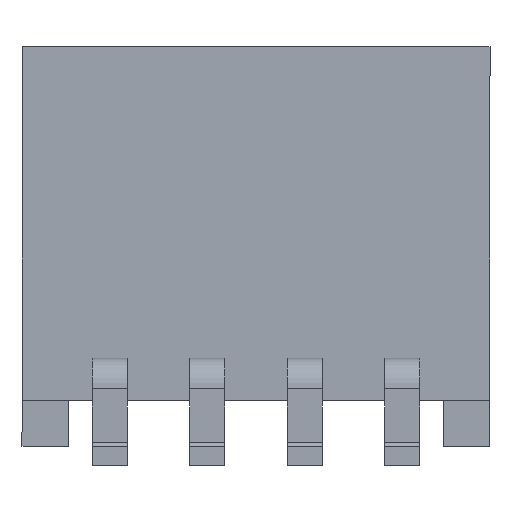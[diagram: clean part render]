
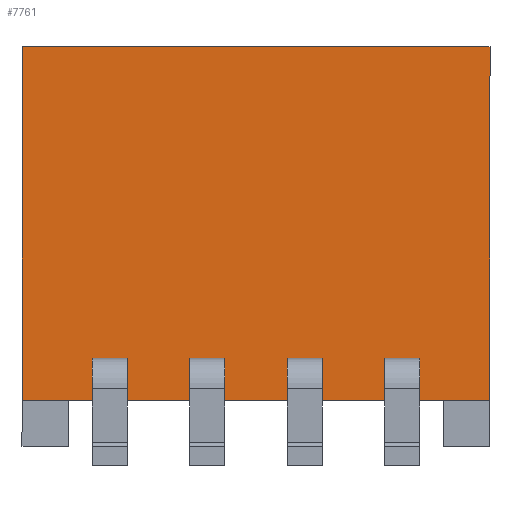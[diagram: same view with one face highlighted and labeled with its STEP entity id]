
A CAD part, left-side view. The second image highlights one B-rep face of the part: STEP entity #7761.
In plain terms, the highlighted face is planar.
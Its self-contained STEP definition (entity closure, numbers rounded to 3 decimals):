
#1908=ORIENTED_EDGE('',*,*,#2173,.F.);
#1909=ORIENTED_EDGE('',*,*,#2198,.F.);
#1910=ORIENTED_EDGE('',*,*,#2186,.F.);
#1911=ORIENTED_EDGE('',*,*,#2199,.F.);
#1912=ORIENTED_EDGE('',*,*,#2357,.T.);
#1913=ORIENTED_EDGE('',*,*,#2748,.F.);
#1914=ORIENTED_EDGE('',*,*,#2350,.F.);
#1915=ORIENTED_EDGE('',*,*,#2383,.T.);
#1916=ORIENTED_EDGE('',*,*,#2235,.T.);
#1917=ORIENTED_EDGE('',*,*,#2222,.T.);
#1918=ORIENTED_EDGE('',*,*,#2234,.T.);
#1919=ORIENTED_EDGE('',*,*,#2210,.T.);
#1920=ORIENTED_EDGE('',*,*,#2162,.T.);
#1921=ORIENTED_EDGE('',*,*,#2138,.T.);
#1922=ORIENTED_EDGE('',*,*,#2163,.T.);
#1923=ORIENTED_EDGE('',*,*,#2150,.T.);
#1924=ORIENTED_EDGE('',*,*,#2126,.T.);
#1925=ORIENTED_EDGE('',*,*,#2102,.T.);
#1926=ORIENTED_EDGE('',*,*,#2127,.T.);
#1927=ORIENTED_EDGE('',*,*,#2114,.T.);
#2102=EDGE_CURVE('',#2856,#2855,#3410,.T.);
#2114=EDGE_CURVE('',#2866,#2865,#3418,.T.);
#2126=EDGE_CURVE('',#2865,#2856,#3428,.T.);
#2127=EDGE_CURVE('',#2855,#2866,#3429,.T.);
#2138=EDGE_CURVE('',#2880,#2879,#3438,.T.);
#2150=EDGE_CURVE('',#2890,#2889,#3446,.T.);
#2162=EDGE_CURVE('',#2889,#2880,#3456,.T.);
#2163=EDGE_CURVE('',#2879,#2890,#3457,.T.);
#2173=EDGE_CURVE('',#2902,#2903,#3465,.T.);
#2186=EDGE_CURVE('',#2913,#2914,#3474,.T.);
#2198=EDGE_CURVE('',#2914,#2902,#3484,.T.);
#2199=EDGE_CURVE('',#2903,#2913,#3485,.T.);
#2210=EDGE_CURVE('',#2928,#2927,#3494,.T.);
#2222=EDGE_CURVE('',#2938,#2937,#3502,.T.);
#2234=EDGE_CURVE('',#2937,#2928,#3512,.T.);
#2235=EDGE_CURVE('',#2927,#2938,#3513,.T.);
#2350=EDGE_CURVE('',#3021,#3022,#3628,.T.);
#2357=EDGE_CURVE('',#3028,#3027,#3635,.T.);
#2383=EDGE_CURVE('',#3021,#3028,#3652,.T.);
#2748=EDGE_CURVE('',#3022,#3027,#3812,.T.);
#2855=VERTEX_POINT('',#9708);
#2856=VERTEX_POINT('',#9710);
#2865=VERTEX_POINT('',#9732);
#2866=VERTEX_POINT('',#9734);
#2879=VERTEX_POINT('',#9781);
#2880=VERTEX_POINT('',#9783);
#2889=VERTEX_POINT('',#9805);
#2890=VERTEX_POINT('',#9807);
#2902=VERTEX_POINT('',#9852);
#2903=VERTEX_POINT('',#9854);
#2913=VERTEX_POINT('',#9878);
#2914=VERTEX_POINT('',#9880);
#2927=VERTEX_POINT('',#9927);
#2928=VERTEX_POINT('',#9929);
#2937=VERTEX_POINT('',#9951);
#2938=VERTEX_POINT('',#9953);
#3021=VERTEX_POINT('',#10217);
#3022=VERTEX_POINT('',#10219);
#3027=VERTEX_POINT('',#10231);
#3028=VERTEX_POINT('',#10233);
#3410=LINE('',#9709,#3934);
#3418=LINE('',#9733,#3942);
#3428=LINE('',#9757,#3952);
#3429=LINE('',#9759,#3953);
#3438=LINE('',#9782,#3962);
#3446=LINE('',#9806,#3970);
#3456=LINE('',#9830,#3980);
#3457=LINE('',#9832,#3981);
#3465=LINE('',#9853,#3989);
#3474=LINE('',#9879,#3998);
#3484=LINE('',#9903,#4008);
#3485=LINE('',#9905,#4009);
#3494=LINE('',#9928,#4018);
#3502=LINE('',#9952,#4026);
#3512=LINE('',#9976,#4036);
#3513=LINE('',#9978,#4037);
#3628=LINE('',#10218,#4152);
#3635=LINE('',#10232,#4159);
#3652=LINE('',#10291,#4176);
#3812=LINE('',#11618,#4336);
#3934=VECTOR('',#8434,1000.);
#3942=VECTOR('',#8454,1000.);
#3952=VECTOR('',#8484,1000.);
#3953=VECTOR('',#8487,1000.);
#3962=VECTOR('',#8504,1000.);
#3970=VECTOR('',#8524,1000.);
#3980=VECTOR('',#8554,1000.);
#3981=VECTOR('',#8557,1000.);
#3989=VECTOR('',#8573,1000.);
#3998=VECTOR('',#8594,1000.);
#4008=VECTOR('',#8624,1000.);
#4009=VECTOR('',#8627,1000.);
#4018=VECTOR('',#8644,1000.);
#4026=VECTOR('',#8664,1000.);
#4036=VECTOR('',#8694,1000.);
#4037=VECTOR('',#8697,1000.);
#4152=VECTOR('',#8902,1000.);
#4159=VECTOR('',#8911,1000.);
#4176=VECTOR('',#8932,1000.);
#4336=VECTOR('',#9386,1000.);
#4678=EDGE_LOOP('',(#1908,#1909,#1910,#1911));
#4679=EDGE_LOOP('',(#1912,#1913,#1914,#1915));
#4680=EDGE_LOOP('',(#1916,#1917,#1918,#1919));
#4681=EDGE_LOOP('',(#1920,#1921,#1922,#1923));
#4682=EDGE_LOOP('',(#1924,#1925,#1926,#1927));
#5028=FACE_BOUND('',#4678,.T.);
#5029=FACE_BOUND('',#4679,.T.);
#5030=FACE_BOUND('',#4680,.T.);
#5031=FACE_BOUND('',#4681,.T.);
#5032=FACE_BOUND('',#4682,.T.);
#5301=PLANE('',#8133);
#7761=ADVANCED_FACE('',(#5028,#5029,#5030,#5031,#5032),#5301,.T.);
#8133=AXIS2_PLACEMENT_3D('',#11620,#9388,#9389);
#8434=DIRECTION('',(0.,0.,1.));
#8454=DIRECTION('',(0.,0.,-1.));
#8484=DIRECTION('',(-1.,0.,0.));
#8487=DIRECTION('',(1.,0.,0.));
#8504=DIRECTION('',(0.,0.,1.));
#8524=DIRECTION('',(0.,0.,-1.));
#8554=DIRECTION('',(-1.,0.,0.));
#8557=DIRECTION('',(1.,0.,0.));
#8573=DIRECTION('',(0.,0.,-1.));
#8594=DIRECTION('',(0.,0.,1.));
#8624=DIRECTION('',(-1.,0.,0.));
#8627=DIRECTION('',(1.,0.,0.));
#8644=DIRECTION('',(0.,0.,1.));
#8664=DIRECTION('',(0.,0.,-1.));
#8694=DIRECTION('',(-1.,0.,0.));
#8697=DIRECTION('',(1.,0.,0.));
#8902=DIRECTION('',(0.,0.,-1.));
#8911=DIRECTION('',(0.,0.,-1.));
#8932=DIRECTION('',(-1.,0.,0.));
#9386=DIRECTION('',(-1.,0.,0.));
#9388=DIRECTION('',(0.,-1.,0.));
#9389=DIRECTION('',(1.,0.,0.));
#9708=CARTESIAN_POINT('',(1.675,-3.25,1.15));
#9709=CARTESIAN_POINT('',(1.675,-3.25,0.9));
#9710=CARTESIAN_POINT('',(1.675,-3.25,0.9));
#9732=CARTESIAN_POINT('',(2.135,-3.25,0.9));
#9733=CARTESIAN_POINT('',(2.135,-3.25,1.15));
#9734=CARTESIAN_POINT('',(2.135,-3.25,1.15));
#9757=CARTESIAN_POINT('',(2.135,-3.25,0.9));
#9759=CARTESIAN_POINT('',(1.675,-3.25,1.15));
#9781=CARTESIAN_POINT('',(0.405,-3.25,1.15));
#9782=CARTESIAN_POINT('',(0.405,-3.25,0.9));
#9783=CARTESIAN_POINT('',(0.405,-3.25,0.9));
#9805=CARTESIAN_POINT('',(0.865,-3.25,0.9));
#9806=CARTESIAN_POINT('',(0.865,-3.25,1.15));
#9807=CARTESIAN_POINT('',(0.865,-3.25,1.15));
#9830=CARTESIAN_POINT('',(0.865,-3.25,0.9));
#9832=CARTESIAN_POINT('',(0.405,-3.25,1.15));
#9852=CARTESIAN_POINT('',(-0.865,-3.25,1.15));
#9853=CARTESIAN_POINT('',(-0.865,-3.25,1.15));
#9854=CARTESIAN_POINT('',(-0.865,-3.25,0.9));
#9878=CARTESIAN_POINT('',(-0.405,-3.25,0.9));
#9879=CARTESIAN_POINT('',(-0.405,-3.25,0.9));
#9880=CARTESIAN_POINT('',(-0.405,-3.25,1.15));
#9903=CARTESIAN_POINT('',(-0.405,-3.25,1.15));
#9905=CARTESIAN_POINT('',(-0.865,-3.25,0.9));
#9927=CARTESIAN_POINT('',(-2.135,-3.25,1.15));
#9928=CARTESIAN_POINT('',(-2.135,-3.25,0.9));
#9929=CARTESIAN_POINT('',(-2.135,-3.25,0.9));
#9951=CARTESIAN_POINT('',(-1.675,-3.25,0.9));
#9952=CARTESIAN_POINT('',(-1.675,-3.25,1.15));
#9953=CARTESIAN_POINT('',(-1.675,-3.25,1.15));
#9976=CARTESIAN_POINT('',(-1.675,-3.25,0.9));
#9978=CARTESIAN_POINT('',(-2.135,-3.25,1.15));
#10217=CARTESIAN_POINT('',(3.05,-3.25,5.21));
#10218=CARTESIAN_POINT('',(3.05,-3.25,5.21));
#10219=CARTESIAN_POINT('',(3.05,-3.25,0.6));
#10231=CARTESIAN_POINT('',(-3.05,-3.25,0.6));
#10232=CARTESIAN_POINT('',(-3.05,-3.25,5.21));
#10233=CARTESIAN_POINT('',(-3.05,-3.25,5.21));
#10291=CARTESIAN_POINT('',(3.05,-3.25,5.21));
#11618=CARTESIAN_POINT('',(2.45,-3.25,0.6));
#11620=CARTESIAN_POINT('',(3.05,-3.25,5.21));
